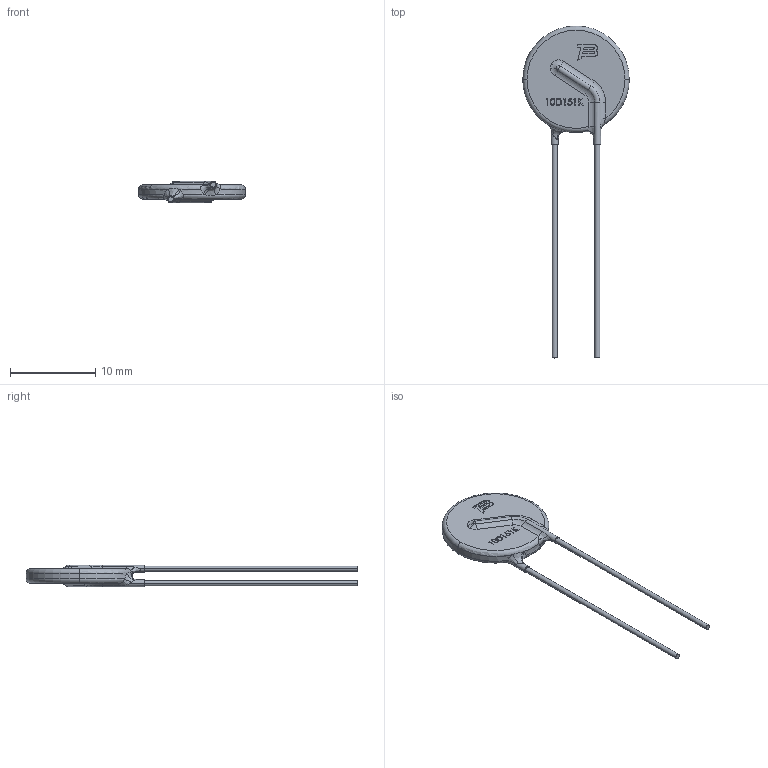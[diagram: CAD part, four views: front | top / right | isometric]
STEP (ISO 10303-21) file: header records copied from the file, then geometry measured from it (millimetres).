
FILE_DESCRIPTION (( 'STEP AP214' ), '1' );
FILE_NAME ('MOV-10D151K.STP', '2025-01-21T22:59:57', ( '' ), ( '' ), 'SwSTEP 2.0', 'SolidWorks 2021', '' );
FILE_SCHEMA (( 'AUTOMOTIVE_DESIGN' ));
Length unit declared in the file: millimetre
Products named in the file (1): MOV-10D151K
Bounding box: 12.5 x 38.96 x 2.5 mm (x, y, z)
Volume: 227.5 mm3; surface area: 409.4 mm2
Topology: 3 solids, 3 shells, 161 faces, 409 edges, 264 vertices
Faces by surface type: plane 75, bspline 44, cylinder 22, torus 18, sphere 2
Entity records: 8733 total; most frequent: CARTESIAN_POINT 4390, ORIENTED_EDGE 810, DIRECTION 623, EDGE_CURVE 405, VERTEX_POINT 262, LINE 223, VECTOR 223, AXIS2_PLACEMENT_3D 200
